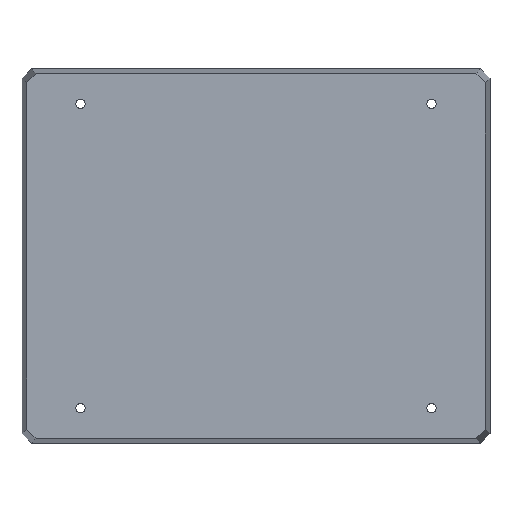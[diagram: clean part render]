
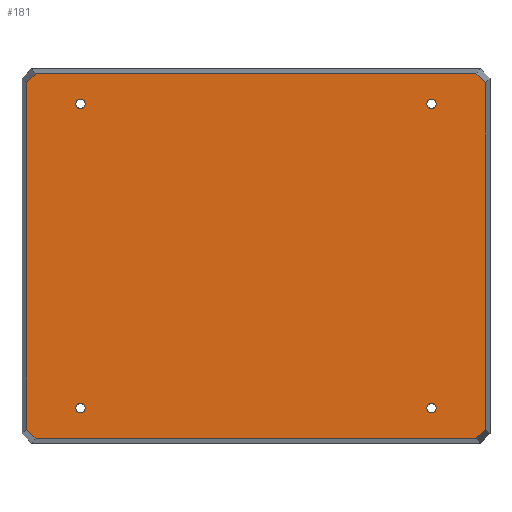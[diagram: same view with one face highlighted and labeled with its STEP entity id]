
A CAD part, front view. The second image highlights one B-rep face of the part: STEP entity #181.
In plain terms, the highlighted planar face has unit normal (0, -1, 0).
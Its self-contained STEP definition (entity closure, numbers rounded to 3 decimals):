
#1 = EDGE_CURVE ( 'NONE', #318, #168, #429, .T. ) ;
#2 = DIRECTION ( 'NONE',  ( 0., 0., -1. ) ) ;
#10 = EDGE_CURVE ( 'NONE', #517, #581, #37, .T. ) ;
#11 = DIRECTION ( 'NONE',  ( 0., -1., 0. ) ) ;
#19 = CARTESIAN_POINT ( 'NONE',  ( -490., 0., 369.901 ) ) ;
#22 = CARTESIAN_POINT ( 'NONE',  ( 375., 0., 325. ) ) ;
#27 = ORIENTED_EDGE ( 'NONE', *, *, #593, .T. ) ;
#37 = LINE ( 'NONE', #224, #55 ) ;
#38 = DIRECTION ( 'NONE',  ( 0.704, 0., -0.711 ) ) ;
#42 = DIRECTION ( 'NONE',  ( 0., -1., 0. ) ) ;
#43 = CARTESIAN_POINT ( 'NONE',  ( 375., 0., -325. ) ) ;
#48 = CARTESIAN_POINT ( 'NONE',  ( -490., 0., -390. ) ) ;
#55 = VECTOR ( 'NONE', #180, 1000. ) ;
#59 = CARTESIAN_POINT ( 'NONE',  ( -375., 0., -325. ) ) ;
#64 = DIRECTION ( 'NONE',  ( 0.711, 0., 0.704 ) ) ;
#78 = EDGE_LOOP ( 'NONE', ( #90, #179 ) ) ;
#79 = DIRECTION ( 'NONE',  ( 0., 0., -1. ) ) ;
#82 = AXIS2_PLACEMENT_3D ( 'NONE', #312, #156, #2 ) ;
#89 = CARTESIAN_POINT ( 'NONE',  ( -432.29, 0., -427.989 ) ) ;
#90 = ORIENTED_EDGE ( 'NONE', *, *, #500, .F. ) ;
#92 = EDGE_CURVE ( 'NONE', #494, #448, #596, .T. ) ;
#96 = EDGE_LOOP ( 'NONE', ( #177, #580 ) ) ;
#98 = CARTESIAN_POINT ( 'NONE',  ( 469.901, 0., 390. ) ) ;
#101 = ORIENTED_EDGE ( 'NONE', *, *, #1, .F. ) ;
#108 = ORIENTED_EDGE ( 'NONE', *, *, #174, .F. ) ;
#115 = CIRCLE ( 'NONE', #359, 10. ) ;
#116 = DIRECTION ( 'NONE',  ( 0., -1., 0. ) ) ;
#120 = VERTEX_POINT ( 'NONE', #528 ) ;
#128 = AXIS2_PLACEMENT_3D ( 'NONE', #591, #642, #79 ) ;
#134 = VECTOR ( 'NONE', #64, 1000. ) ;
#136 = CARTESIAN_POINT ( 'NONE',  ( -375., 0., -335. ) ) ;
#137 = EDGE_LOOP ( 'NONE', ( #108, #101 ) ) ;
#138 = VERTEX_POINT ( 'NONE', #338 ) ;
#140 = EDGE_CURVE ( 'NONE', #233, #138, #549, .T. ) ;
#147 = DIRECTION ( 'NONE',  ( 0., 0., -1. ) ) ;
#152 = EDGE_CURVE ( 'NONE', #517, #524, #413, .T. ) ;
#156 = DIRECTION ( 'NONE',  ( 0., -1., 0. ) ) ;
#158 = AXIS2_PLACEMENT_3D ( 'NONE', #254, #205, #211 ) ;
#162 = AXIS2_PLACEMENT_3D ( 'NONE', #43, #42, #147 ) ;
#168 = VERTEX_POINT ( 'NONE', #387 ) ;
#174 = EDGE_CURVE ( 'NONE', #168, #318, #604, .T. ) ;
#176 = ORIENTED_EDGE ( 'NONE', *, *, #425, .F. ) ;
#177 = ORIENTED_EDGE ( 'NONE', *, *, #568, .F. ) ;
#179 = ORIENTED_EDGE ( 'NONE', *, *, #607, .F. ) ;
#180 = DIRECTION ( 'NONE',  ( -0.711, 0., -0.704 ) ) ;
#181 = ADVANCED_FACE ( 'NONE', ( #341, #438, #366, #225, #201 ), #240, .T. ) ;
#185 = VERTEX_POINT ( 'NONE', #386 ) ;
#194 = EDGE_LOOP ( 'NONE', ( #647, #176 ) ) ;
#201 = FACE_OUTER_BOUND ( 'NONE', #639, .T. ) ;
#205 = DIRECTION ( 'NONE',  ( 0., -1., 0. ) ) ;
#206 = LINE ( 'NONE', #89, #453 ) ;
#211 = DIRECTION ( 'NONE',  ( 0., 0., -1. ) ) ;
#213 = AXIS2_PLACEMENT_3D ( 'NONE', #360, #11, #424 ) ;
#224 = CARTESIAN_POINT ( 'NONE',  ( -427.491, 0., 431.788 ) ) ;
#225 = FACE_BOUND ( 'NONE', #78, .T. ) ;
#232 = CIRCLE ( 'NONE', #82, 10. ) ;
#233 = VERTEX_POINT ( 'NONE', #641 ) ;
#234 = DIRECTION ( 'NONE',  ( 0., 0., 1. ) ) ;
#237 = DIRECTION ( 'NONE',  ( 0., -1., 0. ) ) ;
#240 = PLANE ( 'NONE',  #128 ) ;
#242 = VECTOR ( 'NONE', #585, 1000. ) ;
#246 = EDGE_CURVE ( 'NONE', #480, #581, #588, .T. ) ;
#254 = CARTESIAN_POINT ( 'NONE',  ( -375., 0., -325. ) ) ;
#256 = VECTOR ( 'NONE', #269, 1000. ) ;
#257 = AXIS2_PLACEMENT_3D ( 'NONE', #329, #378, #335 ) ;
#265 = VERTEX_POINT ( 'NONE', #136 ) ;
#269 = DIRECTION ( 'NONE',  ( -0.704, 0., 0.711 ) ) ;
#272 = LINE ( 'NONE', #609, #134 ) ;
#294 = VERTEX_POINT ( 'NONE', #598 ) ;
#301 = EDGE_CURVE ( 'NONE', #590, #120, #461, .T. ) ;
#312 = CARTESIAN_POINT ( 'NONE',  ( 375., 0., -325. ) ) ;
#314 = EDGE_CURVE ( 'NONE', #480, #342, #206, .T. ) ;
#318 = VERTEX_POINT ( 'NONE', #649 ) ;
#319 = CARTESIAN_POINT ( 'NONE',  ( 432.29, 0., 427.989 ) ) ;
#323 = VECTOR ( 'NONE', #234, 1000. ) ;
#327 = DIRECTION ( 'NONE',  ( 0., -1., 0. ) ) ;
#329 = CARTESIAN_POINT ( 'NONE',  ( -375., 0., 325. ) ) ;
#335 = DIRECTION ( 'NONE',  ( 0., 0., -1. ) ) ;
#338 = CARTESIAN_POINT ( 'NONE',  ( 490., 0., -369.901 ) ) ;
#341 = FACE_BOUND ( 'NONE', #96, .T. ) ;
#342 = VERTEX_POINT ( 'NONE', #600 ) ;
#343 = CARTESIAN_POINT ( 'NONE',  ( 490., 0., 390. ) ) ;
#348 = ORIENTED_EDGE ( 'NONE', *, *, #140, .F. ) ;
#349 = ORIENTED_EDGE ( 'NONE', *, *, #582, .T. ) ;
#359 = AXIS2_PLACEMENT_3D ( 'NONE', #59, #116, #416 ) ;
#360 = CARTESIAN_POINT ( 'NONE',  ( -375., 0., 325. ) ) ;
#365 = CARTESIAN_POINT ( 'NONE',  ( -375., 0., 335. ) ) ;
#366 = FACE_BOUND ( 'NONE', #194, .T. ) ;
#378 = DIRECTION ( 'NONE',  ( 0., -1., 0. ) ) ;
#384 = CIRCLE ( 'NONE', #158, 10. ) ;
#386 = CARTESIAN_POINT ( 'NONE',  ( -375., 0., -315. ) ) ;
#387 = CARTESIAN_POINT ( 'NONE',  ( 375., 0., 335. ) ) ;
#399 = ORIENTED_EDGE ( 'NONE', *, *, #314, .T. ) ;
#400 = ORIENTED_EDGE ( 'NONE', *, *, #152, .F. ) ;
#405 = CARTESIAN_POINT ( 'NONE',  ( -375., 0., 315. ) ) ;
#412 = DIRECTION ( 'NONE',  ( -1., 0., 0. ) ) ;
#413 = LINE ( 'NONE', #433, #242 ) ;
#416 = DIRECTION ( 'NONE',  ( 0., 0., -1. ) ) ;
#419 = VECTOR ( 'NONE', #412, 1000. ) ;
#420 = CARTESIAN_POINT ( 'NONE',  ( 375., 0., -315. ) ) ;
#424 = DIRECTION ( 'NONE',  ( 0., 0., -1. ) ) ;
#425 = EDGE_CURVE ( 'NONE', #120, #590, #232, .T. ) ;
#429 = CIRCLE ( 'NONE', #447, 10. ) ;
#433 = CARTESIAN_POINT ( 'NONE',  ( -490., 0., 390. ) ) ;
#438 = FACE_BOUND ( 'NONE', #137, .T. ) ;
#447 = AXIS2_PLACEMENT_3D ( 'NONE', #22, #327, #635 ) ;
#448 = VERTEX_POINT ( 'NONE', #365 ) ;
#453 = VECTOR ( 'NONE', #38, 1000. ) ;
#461 = CIRCLE ( 'NONE', #162, 10. ) ;
#462 = CARTESIAN_POINT ( 'NONE',  ( -490., 0., -369.699 ) ) ;
#480 = VERTEX_POINT ( 'NONE', #462 ) ;
#494 = VERTEX_POINT ( 'NONE', #405 ) ;
#500 = EDGE_CURVE ( 'NONE', #185, #265, #384, .T. ) ;
#517 = VERTEX_POINT ( 'NONE', #560 ) ;
#524 = VERTEX_POINT ( 'NONE', #98 ) ;
#528 = CARTESIAN_POINT ( 'NONE',  ( 375., 0., -335. ) ) ;
#533 = CARTESIAN_POINT ( 'NONE',  ( 375., 0., 325. ) ) ;
#535 = EDGE_CURVE ( 'NONE', #294, #342, #602, .T. ) ;
#536 = CARTESIAN_POINT ( 'NONE',  ( -490., 0., 390. ) ) ;
#541 = CIRCLE ( 'NONE', #213, 10. ) ;
#544 = DIRECTION ( 'NONE',  ( 0., 0., -1. ) ) ;
#549 = LINE ( 'NONE', #343, #629 ) ;
#560 = CARTESIAN_POINT ( 'NONE',  ( -469.699, 0., 390. ) ) ;
#568 = EDGE_CURVE ( 'NONE', #448, #494, #541, .T. ) ;
#574 = ORIENTED_EDGE ( 'NONE', *, *, #10, .T. ) ;
#580 = ORIENTED_EDGE ( 'NONE', *, *, #92, .F. ) ;
#581 = VERTEX_POINT ( 'NONE', #19 ) ;
#582 = EDGE_CURVE ( 'NONE', #294, #138, #272, .T. ) ;
#585 = DIRECTION ( 'NONE',  ( 1., 0., 0. ) ) ;
#588 = LINE ( 'NONE', #536, #323 ) ;
#590 = VERTEX_POINT ( 'NONE', #420 ) ;
#591 = CARTESIAN_POINT ( 'NONE',  ( 0., 0., 0. ) ) ;
#593 = EDGE_CURVE ( 'NONE', #233, #524, #660, .T. ) ;
#596 = CIRCLE ( 'NONE', #257, 10. ) ;
#598 = CARTESIAN_POINT ( 'NONE',  ( 469.699, 0., -390. ) ) ;
#600 = CARTESIAN_POINT ( 'NONE',  ( -469.901, 0., -390. ) ) ;
#602 = LINE ( 'NONE', #48, #419 ) ;
#604 = CIRCLE ( 'NONE', #650, 10. ) ;
#607 = EDGE_CURVE ( 'NONE', #265, #185, #115, .T. ) ;
#609 = CARTESIAN_POINT ( 'NONE',  ( 427.491, 0., -431.788 ) ) ;
#629 = VECTOR ( 'NONE', #646, 1000. ) ;
#635 = DIRECTION ( 'NONE',  ( 0., 0., -1. ) ) ;
#639 = EDGE_LOOP ( 'NONE', ( #663, #349, #348, #27, #400, #574, #664, #399 ) ) ;
#641 = CARTESIAN_POINT ( 'NONE',  ( 490., 0., 369.699 ) ) ;
#642 = DIRECTION ( 'NONE',  ( 0., -1., 0. ) ) ;
#646 = DIRECTION ( 'NONE',  ( 0., 0., -1. ) ) ;
#647 = ORIENTED_EDGE ( 'NONE', *, *, #301, .F. ) ;
#649 = CARTESIAN_POINT ( 'NONE',  ( 375., 0., 315. ) ) ;
#650 = AXIS2_PLACEMENT_3D ( 'NONE', #533, #237, #544 ) ;
#660 = LINE ( 'NONE', #319, #256 ) ;
#663 = ORIENTED_EDGE ( 'NONE', *, *, #535, .F. ) ;
#664 = ORIENTED_EDGE ( 'NONE', *, *, #246, .F. ) ;
